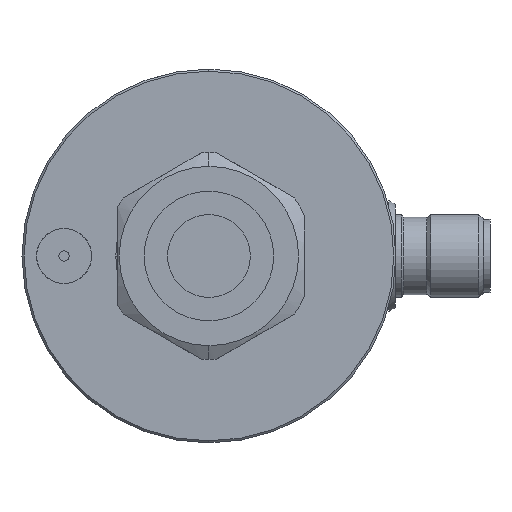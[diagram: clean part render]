
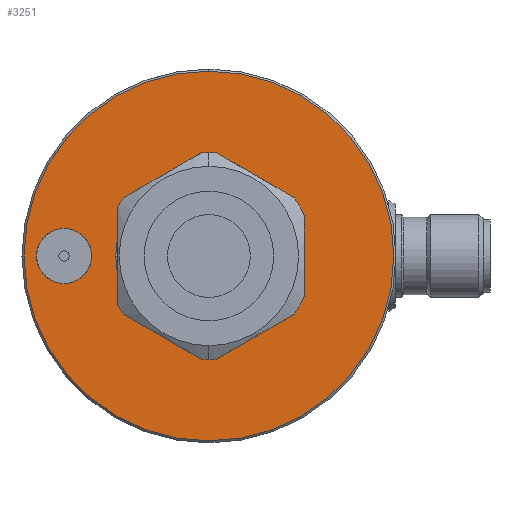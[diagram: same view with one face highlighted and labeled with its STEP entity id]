
A CAD part, left-side view. The second image highlights one B-rep face of the part: STEP entity #3251.
In plain terms, the highlighted planar face has unit normal (-1, 0, 0).
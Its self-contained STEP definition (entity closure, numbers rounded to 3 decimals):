
#47 = CARTESIAN_POINT ( 'NONE',  ( -37.5, 0., -6. ) ) ;
#247 = DIRECTION ( 'NONE',  ( -1., 0., 0. ) ) ;
#340 = CIRCLE ( 'NONE', #4092, 6. ) ;
#367 = DIRECTION ( 'NONE',  ( 0., 0., 1. ) ) ;
#500 = EDGE_CURVE ( 'NONE', #5185, #6370, #5241, .T. ) ;
#534 = EDGE_LOOP ( 'NONE', ( #1690, #1023 ) ) ;
#542 = CARTESIAN_POINT ( 'NONE',  ( -37.5, 0., 0. ) ) ;
#582 = DIRECTION ( 'NONE',  ( 0., 0., 1. ) ) ;
#664 = EDGE_CURVE ( 'NONE', #6370, #5185, #2831, .T. ) ;
#669 = AXIS2_PLACEMENT_3D ( 'NONE', #5077, #3514, #367 ) ;
#680 = EDGE_LOOP ( 'NONE', ( #6527, #2673 ) ) ;
#878 = VERTEX_POINT ( 'NONE', #3598 ) ;
#896 = CARTESIAN_POINT ( 'NONE',  ( -37.5, 0., -26.8 ) ) ;
#1023 = ORIENTED_EDGE ( 'NONE', *, *, #500, .F. ) ;
#1048 = ORIENTED_EDGE ( 'NONE', *, *, #1713, .T. ) ;
#1204 = CARTESIAN_POINT ( 'NONE',  ( -37.5, 0., 0. ) ) ;
#1341 = DIRECTION ( 'NONE',  ( -1., 0., 0. ) ) ;
#1638 = FACE_BOUND ( 'NONE', #534, .T. ) ;
#1690 = ORIENTED_EDGE ( 'NONE', *, *, #664, .F. ) ;
#1713 = EDGE_CURVE ( 'NONE', #878, #5684, #3556, .T. ) ;
#1867 = CIRCLE ( 'NONE', #1895, 26.8 ) ;
#1895 = AXIS2_PLACEMENT_3D ( 'NONE', #2771, #6456, #3291 ) ;
#2091 = EDGE_CURVE ( 'NONE', #6460, #3544, #4197, .T. ) ;
#2199 = CARTESIAN_POINT ( 'NONE',  ( -37.5, 0., 0. ) ) ;
#2224 = DIRECTION ( 'NONE',  ( 0., 0., 1. ) ) ;
#2280 = CARTESIAN_POINT ( 'NONE',  ( -37.5, 21., 4. ) ) ;
#2456 = PLANE ( 'NONE',  #669 ) ;
#2602 = EDGE_LOOP ( 'NONE', ( #1048, #6142 ) ) ;
#2673 = ORIENTED_EDGE ( 'NONE', *, *, #2091, .T. ) ;
#2724 = DIRECTION ( 'NONE',  ( 0., 0., 1. ) ) ;
#2771 = CARTESIAN_POINT ( 'NONE',  ( -37.5, 0., 0. ) ) ;
#2831 = CIRCLE ( 'NONE', #4835, 4. ) ;
#2985 = EDGE_CURVE ( 'NONE', #3544, #6460, #340, .T. ) ;
#3251 = ADVANCED_FACE ( 'NONE', ( #4420, #1638, #4602 ), #2456, .T. ) ;
#3282 = CARTESIAN_POINT ( 'NONE',  ( -37.5, 21., 0. ) ) ;
#3291 = DIRECTION ( 'NONE',  ( 0., 0., 1. ) ) ;
#3508 = DIRECTION ( 'NONE',  ( 0., 0., 1. ) ) ;
#3514 = DIRECTION ( 'NONE',  ( -1., 0., 0. ) ) ;
#3544 = VERTEX_POINT ( 'NONE', #47 ) ;
#3556 = CIRCLE ( 'NONE', #6308, 26.8 ) ;
#3598 = CARTESIAN_POINT ( 'NONE',  ( -37.5, 0., 26.8 ) ) ;
#3913 = AXIS2_PLACEMENT_3D ( 'NONE', #3282, #5918, #2224 ) ;
#3930 = CARTESIAN_POINT ( 'NONE',  ( -37.5, 21., -4. ) ) ;
#4092 = AXIS2_PLACEMENT_3D ( 'NONE', #2199, #5882, #2724 ) ;
#4140 = EDGE_CURVE ( 'NONE', #5684, #878, #1867, .T. ) ;
#4197 = CIRCLE ( 'NONE', #4253, 6. ) ;
#4253 = AXIS2_PLACEMENT_3D ( 'NONE', #542, #5263, #582 ) ;
#4420 = FACE_BOUND ( 'NONE', #680, .T. ) ;
#4478 = DIRECTION ( 'NONE',  ( 0., 0., 1. ) ) ;
#4602 = FACE_OUTER_BOUND ( 'NONE', #2602, .T. ) ;
#4835 = AXIS2_PLACEMENT_3D ( 'NONE', #5016, #1341, #4478 ) ;
#4996 = CARTESIAN_POINT ( 'NONE',  ( -37.5, 0., 6. ) ) ;
#5016 = CARTESIAN_POINT ( 'NONE',  ( -37.5, 21., 0. ) ) ;
#5077 = CARTESIAN_POINT ( 'NONE',  ( -37.5, 0., 0. ) ) ;
#5185 = VERTEX_POINT ( 'NONE', #3930 ) ;
#5241 = CIRCLE ( 'NONE', #3913, 4. ) ;
#5263 = DIRECTION ( 'NONE',  ( 1., 0., 0. ) ) ;
#5684 = VERTEX_POINT ( 'NONE', #896 ) ;
#5882 = DIRECTION ( 'NONE',  ( 1., 0., 0. ) ) ;
#5918 = DIRECTION ( 'NONE',  ( -1., 0., 0. ) ) ;
#6142 = ORIENTED_EDGE ( 'NONE', *, *, #4140, .T. ) ;
#6308 = AXIS2_PLACEMENT_3D ( 'NONE', #1204, #247, #3508 ) ;
#6370 = VERTEX_POINT ( 'NONE', #2280 ) ;
#6456 = DIRECTION ( 'NONE',  ( -1., 0., 0. ) ) ;
#6460 = VERTEX_POINT ( 'NONE', #4996 ) ;
#6527 = ORIENTED_EDGE ( 'NONE', *, *, #2985, .T. ) ;
